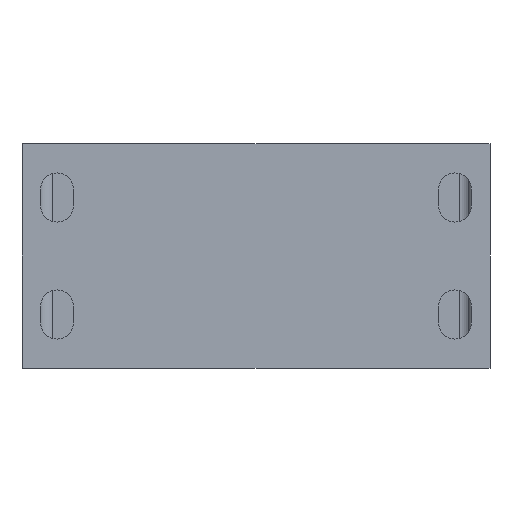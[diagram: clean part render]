
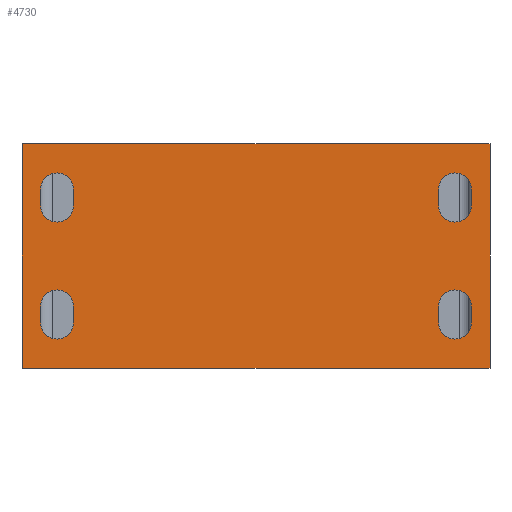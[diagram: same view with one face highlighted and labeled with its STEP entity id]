
A CAD part, front view. The second image highlights one B-rep face of the part: STEP entity #4730.
In plain terms, the highlighted planar face has unit normal (0, -1, 0).
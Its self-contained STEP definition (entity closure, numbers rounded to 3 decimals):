
#123=DIRECTION('',(1.,0.,0.));
#124=VECTOR('',#123,100.);
#125=CARTESIAN_POINT('',(-50.,-30.,-24.));
#126=LINE('',#125,#124);
#267=DIRECTION('',(-1.,0.,0.));
#268=VECTOR('',#267,100.);
#269=CARTESIAN_POINT('',(50.,-30.,24.));
#270=LINE('',#269,#268);
#798=DIRECTION('',(0.,0.,-1.));
#799=VECTOR('',#798,48.);
#800=CARTESIAN_POINT('',(-50.,-30.,24.));
#801=LINE('',#800,#799);
#826=CARTESIAN_POINT('',(42.5,-30.,10.75));
#827=DIRECTION('',(0.,-1.,0.));
#828=DIRECTION('',(-1.,0.,0.));
#829=AXIS2_PLACEMENT_3D('',#826,#827,#828);
#831=DIRECTION('',(0.,0.,1.));
#832=VECTOR('',#831,3.5);
#833=CARTESIAN_POINT('',(46.,-30.,10.75));
#834=LINE('',#833,#832);
#835=CARTESIAN_POINT('',(42.5,-30.,14.25));
#836=DIRECTION('',(0.,-1.,0.));
#837=DIRECTION('',(1.,0.,0.));
#838=AXIS2_PLACEMENT_3D('',#835,#836,#837);
#840=DIRECTION('',(0.,0.,-1.));
#841=VECTOR('',#840,3.5);
#842=CARTESIAN_POINT('',(39.,-30.,14.25));
#843=LINE('',#842,#841);
#844=CARTESIAN_POINT('',(42.5,-30.,-10.75));
#845=DIRECTION('',(0.,-1.,0.));
#846=DIRECTION('',(1.,0.,0.));
#847=AXIS2_PLACEMENT_3D('',#844,#845,#846);
#849=DIRECTION('',(0.,0.,-1.));
#850=VECTOR('',#849,3.5);
#851=CARTESIAN_POINT('',(39.,-30.,-10.75));
#852=LINE('',#851,#850);
#853=CARTESIAN_POINT('',(42.5,-30.,-14.25));
#854=DIRECTION('',(0.,-1.,0.));
#855=DIRECTION('',(-1.,0.,0.));
#856=AXIS2_PLACEMENT_3D('',#853,#854,#855);
#858=DIRECTION('',(0.,0.,1.));
#859=VECTOR('',#858,3.5);
#860=CARTESIAN_POINT('',(46.,-30.,-14.25));
#861=LINE('',#860,#859);
#862=CARTESIAN_POINT('',(-42.5,-30.,10.75));
#863=DIRECTION('',(0.,-1.,0.));
#864=DIRECTION('',(-1.,0.,0.));
#865=AXIS2_PLACEMENT_3D('',#862,#863,#864);
#867=DIRECTION('',(0.,0.,1.));
#868=VECTOR('',#867,3.5);
#869=CARTESIAN_POINT('',(-39.,-30.,10.75));
#870=LINE('',#869,#868);
#871=CARTESIAN_POINT('',(-42.5,-30.,14.25));
#872=DIRECTION('',(0.,-1.,0.));
#873=DIRECTION('',(1.,0.,0.));
#874=AXIS2_PLACEMENT_3D('',#871,#872,#873);
#876=DIRECTION('',(0.,0.,-1.));
#877=VECTOR('',#876,3.5);
#878=CARTESIAN_POINT('',(-46.,-30.,14.25));
#879=LINE('',#878,#877);
#880=CARTESIAN_POINT('',(-42.5,-30.,-10.75));
#881=DIRECTION('',(0.,-1.,0.));
#882=DIRECTION('',(1.,0.,0.));
#883=AXIS2_PLACEMENT_3D('',#880,#881,#882);
#885=DIRECTION('',(0.,0.,-1.));
#886=VECTOR('',#885,3.5);
#887=CARTESIAN_POINT('',(-46.,-30.,-10.75));
#888=LINE('',#887,#886);
#889=CARTESIAN_POINT('',(-42.5,-30.,-14.25));
#890=DIRECTION('',(0.,-1.,0.));
#891=DIRECTION('',(-1.,0.,0.));
#892=AXIS2_PLACEMENT_3D('',#889,#890,#891);
#894=DIRECTION('',(0.,0.,1.));
#895=VECTOR('',#894,3.5);
#896=CARTESIAN_POINT('',(-39.,-30.,-14.25));
#897=LINE('',#896,#895);
#902=DIRECTION('',(0.,0.,1.));
#903=VECTOR('',#902,48.);
#904=CARTESIAN_POINT('',(50.,-30.,-24.));
#905=LINE('',#904,#903);
#2933=CARTESIAN_POINT('',(-50.,-30.,-24.));
#2934=VERTEX_POINT('',#2933);
#2935=CARTESIAN_POINT('',(50.,-30.,-24.));
#2936=VERTEX_POINT('',#2935);
#3215=CARTESIAN_POINT('',(50.,-30.,24.));
#3216=CARTESIAN_POINT('',(-50.,-30.,24.));
#3217=VERTEX_POINT('',#3215);
#3218=VERTEX_POINT('',#3216);
#3287=CARTESIAN_POINT('',(39.,-30.,10.75));
#3288=CARTESIAN_POINT('',(46.,-30.,10.75));
#3289=VERTEX_POINT('',#3287);
#3290=VERTEX_POINT('',#3288);
#3291=CARTESIAN_POINT('',(46.,-30.,14.25));
#3292=VERTEX_POINT('',#3291);
#3293=CARTESIAN_POINT('',(39.,-30.,14.25));
#3294=VERTEX_POINT('',#3293);
#3295=CARTESIAN_POINT('',(46.,-30.,-10.75));
#3296=CARTESIAN_POINT('',(39.,-30.,-10.75));
#3297=VERTEX_POINT('',#3295);
#3298=VERTEX_POINT('',#3296);
#3299=CARTESIAN_POINT('',(39.,-30.,-14.25));
#3300=VERTEX_POINT('',#3299);
#3301=CARTESIAN_POINT('',(46.,-30.,-14.25));
#3302=VERTEX_POINT('',#3301);
#3303=CARTESIAN_POINT('',(-46.,-30.,10.75));
#3304=CARTESIAN_POINT('',(-39.,-30.,10.75));
#3305=VERTEX_POINT('',#3303);
#3306=VERTEX_POINT('',#3304);
#3307=CARTESIAN_POINT('',(-39.,-30.,14.25));
#3308=VERTEX_POINT('',#3307);
#3309=CARTESIAN_POINT('',(-46.,-30.,14.25));
#3310=VERTEX_POINT('',#3309);
#3311=CARTESIAN_POINT('',(-39.,-30.,-10.75));
#3312=CARTESIAN_POINT('',(-46.,-30.,-10.75));
#3313=VERTEX_POINT('',#3311);
#3314=VERTEX_POINT('',#3312);
#3315=CARTESIAN_POINT('',(-46.,-30.,-14.25));
#3316=VERTEX_POINT('',#3315);
#3317=CARTESIAN_POINT('',(-39.,-30.,-14.25));
#3318=VERTEX_POINT('',#3317);
#4678=CARTESIAN_POINT('',(0.,-30.,0.));
#4679=DIRECTION('',(0.,1.,0.));
#4680=DIRECTION('',(1.,0.,0.));
#4681=AXIS2_PLACEMENT_3D('',#4678,#4679,#4680);
#4682=PLANE('',#4681);
#4683=ORIENTED_EDGE('',*,*,#3706,.F.);
#4684=ORIENTED_EDGE('',*,*,#4629,.F.);
#4685=ORIENTED_EDGE('',*,*,#3842,.F.);
#4687=ORIENTED_EDGE('',*,*,#4686,.F.);
#4688=EDGE_LOOP('',(#4683,#4684,#4685,#4687));
#4689=FACE_OUTER_BOUND('',#4688,.F.);
#4691=ORIENTED_EDGE('',*,*,#4690,.T.);
#4693=ORIENTED_EDGE('',*,*,#4692,.T.);
#4695=ORIENTED_EDGE('',*,*,#4694,.T.);
#4697=ORIENTED_EDGE('',*,*,#4696,.T.);
#4698=EDGE_LOOP('',(#4691,#4693,#4695,#4697));
#4699=FACE_BOUND('',#4698,.F.);
#4701=ORIENTED_EDGE('',*,*,#4700,.T.);
#4703=ORIENTED_EDGE('',*,*,#4702,.T.);
#4705=ORIENTED_EDGE('',*,*,#4704,.T.);
#4707=ORIENTED_EDGE('',*,*,#4706,.T.);
#4708=EDGE_LOOP('',(#4701,#4703,#4705,#4707));
#4709=FACE_BOUND('',#4708,.F.);
#4711=ORIENTED_EDGE('',*,*,#4710,.T.);
#4713=ORIENTED_EDGE('',*,*,#4712,.T.);
#4715=ORIENTED_EDGE('',*,*,#4714,.T.);
#4717=ORIENTED_EDGE('',*,*,#4716,.T.);
#4718=EDGE_LOOP('',(#4711,#4713,#4715,#4717));
#4719=FACE_BOUND('',#4718,.F.);
#4721=ORIENTED_EDGE('',*,*,#4720,.T.);
#4723=ORIENTED_EDGE('',*,*,#4722,.T.);
#4725=ORIENTED_EDGE('',*,*,#4724,.T.);
#4727=ORIENTED_EDGE('',*,*,#4726,.T.);
#4728=EDGE_LOOP('',(#4721,#4723,#4725,#4727));
#4729=FACE_BOUND('',#4728,.F.);
#830=CIRCLE('',#829,3.5);
#839=CIRCLE('',#838,3.5);
#848=CIRCLE('',#847,3.5);
#857=CIRCLE('',#856,3.5);
#866=CIRCLE('',#865,3.5);
#875=CIRCLE('',#874,3.5);
#884=CIRCLE('',#883,3.5);
#893=CIRCLE('',#892,3.5);
#3706=EDGE_CURVE('',#2934,#2936,#126,.T.);
#3842=EDGE_CURVE('',#3217,#3218,#270,.T.);
#4629=EDGE_CURVE('',#3218,#2934,#801,.T.);
#4686=EDGE_CURVE('',#2936,#3217,#905,.T.);
#4690=EDGE_CURVE('',#3289,#3290,#830,.T.);
#4692=EDGE_CURVE('',#3290,#3292,#834,.T.);
#4694=EDGE_CURVE('',#3292,#3294,#839,.T.);
#4696=EDGE_CURVE('',#3294,#3289,#843,.T.);
#4700=EDGE_CURVE('',#3297,#3298,#848,.T.);
#4702=EDGE_CURVE('',#3298,#3300,#852,.T.);
#4704=EDGE_CURVE('',#3300,#3302,#857,.T.);
#4706=EDGE_CURVE('',#3302,#3297,#861,.T.);
#4710=EDGE_CURVE('',#3305,#3306,#866,.T.);
#4712=EDGE_CURVE('',#3306,#3308,#870,.T.);
#4714=EDGE_CURVE('',#3308,#3310,#875,.T.);
#4716=EDGE_CURVE('',#3310,#3305,#879,.T.);
#4720=EDGE_CURVE('',#3313,#3314,#884,.T.);
#4722=EDGE_CURVE('',#3314,#3316,#888,.T.);
#4724=EDGE_CURVE('',#3316,#3318,#893,.T.);
#4726=EDGE_CURVE('',#3318,#3313,#897,.T.);
#4730=ADVANCED_FACE('',(#4689,#4699,#4709,#4719,#4729),#4682,.F.);
